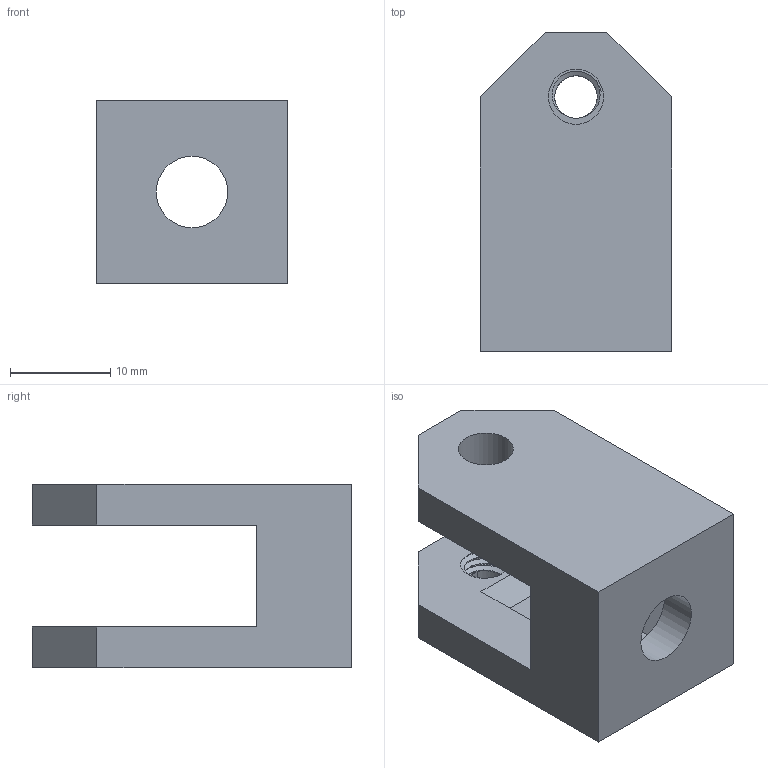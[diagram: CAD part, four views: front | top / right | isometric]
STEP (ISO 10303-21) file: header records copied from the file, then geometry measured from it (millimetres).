
FILE_DESCRIPTION(/* description */ (''),/* implementation_level */ '2;1');
FILE_NAME(/* name */ 'Idler Mount.step',/* time_stamp */ '2019-11-07T12:27:39-05:00',/* author */ (''),/* organization */ (''),/* preprocessor_version */ 'ST-DEVELOPER v18',/* originating_system */ 'Autodesk Translation Framework v8.9.1.1155',/* authorisation */ '');
FILE_SCHEMA (('AUTOMOTIVE_DESIGN { 1 0 10303 214 3 1 1 }'));
Length unit declared in the file: millimetre
Products named in the file (1): Idler Mount
Bounding box: 19.05 x 31.85 x 18.29 mm (x, y, z)
Volume: 5548.9 mm3; surface area: 3545 mm2
Topology: 1 solids, 1 shells, 44 faces, 121 edges, 80 vertices
Faces by surface type: plane 29, cylinder 11, bspline 4
Full cylindrical faces by diameter (mm): 4.234 x3, 5.12 x3, 5.5 x1, 7.112 x1
Entity records: 2051 total; most frequent: CARTESIAN_POINT 924, ORIENTED_EDGE 242, DIRECTION 189, EDGE_CURVE 121, LINE 91, VECTOR 91, VERTEX_POINT 80, EDGE_LOOP 51
